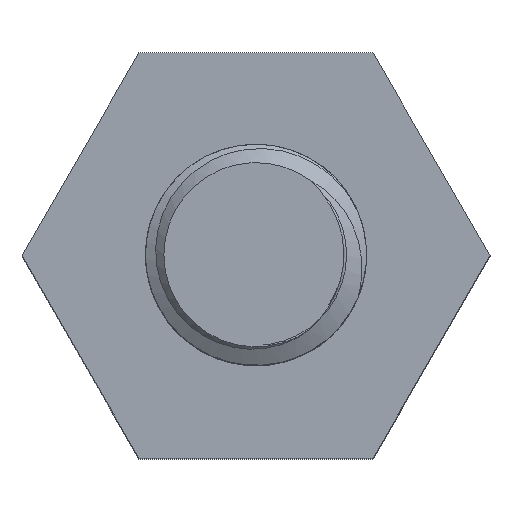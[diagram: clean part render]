
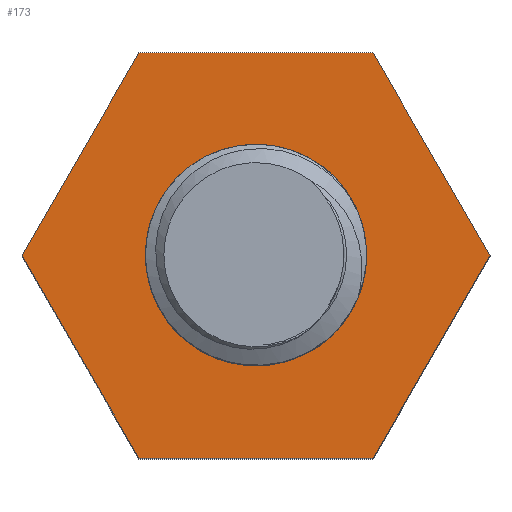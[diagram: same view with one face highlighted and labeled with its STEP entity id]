
A CAD part, top view. The second image highlights one B-rep face of the part: STEP entity #173.
In plain terms, the highlighted planar face has unit normal (0, 0, 1).
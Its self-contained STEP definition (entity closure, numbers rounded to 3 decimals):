
#173=ADVANCED_FACE('',(#6174,#6176),#6178,.T.);
#6174=FACE_BOUND('',#6175,.T.);
#6175=EDGE_LOOP('',(#13429,#13430,#13431,#13432,#13433,#13434));
#6176=FACE_BOUND('',#6177,.T.);
#6177=EDGE_LOOP('',(#13435));
#6178=PLANE('',#6179);
#6179=AXIS2_PLACEMENT_3D('',#6180,#6181,#6182);
#6180=CARTESIAN_POINT('',(0.,0.,8.));
#6181=DIRECTION('',(0.,0.,1.));
#6182=DIRECTION('',(-1.,0.,0.));
#13429=ORIENTED_EDGE('',*,*,#13599,.T.);
#13430=ORIENTED_EDGE('',*,*,#13597,.T.);
#13431=ORIENTED_EDGE('',*,*,#13595,.T.);
#13432=ORIENTED_EDGE('',*,*,#13593,.T.);
#13433=ORIENTED_EDGE('',*,*,#13591,.T.);
#13434=ORIENTED_EDGE('',*,*,#13589,.T.);
#13435=ORIENTED_EDGE('',*,*,#13600,.F.);
#13589=EDGE_CURVE('',#13719,#13717,#13720,.T.);
#13591=EDGE_CURVE('',#13722,#13719,#13723,.T.);
#13593=EDGE_CURVE('',#13725,#13722,#13726,.T.);
#13595=EDGE_CURVE('',#13728,#13725,#13729,.T.);
#13597=EDGE_CURVE('',#13731,#13728,#13732,.T.);
#13599=EDGE_CURVE('',#13717,#13731,#13734,.T.);
#13600=EDGE_CURVE('',#13735,#13735,#13736,.F.);
#13717=VERTEX_POINT('',#16090);
#13719=VERTEX_POINT('',#16094);
#13720=LINE('',#16095,#16096);
#13722=VERTEX_POINT('',#16101);
#13723=LINE('',#16102,#16103);
#13725=VERTEX_POINT('',#16108);
#13726=LINE('',#16109,#16110);
#13728=VERTEX_POINT('',#16115);
#13729=LINE('',#16116,#16117);
#13731=VERTEX_POINT('',#16122);
#13732=LINE('',#16123,#16124);
#13734=LINE('',#16129,#16130);
#13735=VERTEX_POINT('',#16132);
#13736=CIRCLE('',#16133,1.1);
#16090=CARTESIAN_POINT('',(3.175,0.,8.));
#16094=CARTESIAN_POINT('',(1.588,-2.75,8.));
#16095=CARTESIAN_POINT('',(1.588,-2.75,8.));
#16096=VECTOR('',#16097,1.);
#16097=DIRECTION('',(0.5,0.866,0.));
#16101=CARTESIAN_POINT('',(-1.588,-2.75,8.));
#16102=CARTESIAN_POINT('',(-1.588,-2.75,8.));
#16103=VECTOR('',#16104,1.);
#16104=DIRECTION('',(1.,0.,0.));
#16108=CARTESIAN_POINT('',(-3.175,0.,8.));
#16109=CARTESIAN_POINT('',(-3.175,0.,8.));
#16110=VECTOR('',#16111,1.);
#16111=DIRECTION('',(0.5,-0.866,0.));
#16115=CARTESIAN_POINT('',(-1.588,2.75,8.));
#16116=CARTESIAN_POINT('',(-1.588,2.75,8.));
#16117=VECTOR('',#16118,1.);
#16118=DIRECTION('',(-0.5,-0.866,0.));
#16122=CARTESIAN_POINT('',(1.588,2.75,8.));
#16123=CARTESIAN_POINT('',(1.588,2.75,8.));
#16124=VECTOR('',#16125,1.);
#16125=DIRECTION('',(-1.,0.,0.));
#16129=CARTESIAN_POINT('',(3.175,0.,8.));
#16130=VECTOR('',#16131,1.);
#16131=DIRECTION('',(-0.5,0.866,0.));
#16132=CARTESIAN_POINT('',(0.,1.1,8.));
#16133=AXIS2_PLACEMENT_3D('',#16134,#16135,#16136);
#16134=CARTESIAN_POINT('',(0.,0.,8.));
#16135=DIRECTION('',(-0.,-0.,-1.));
#16136=DIRECTION('',(0.,1.,0.));
